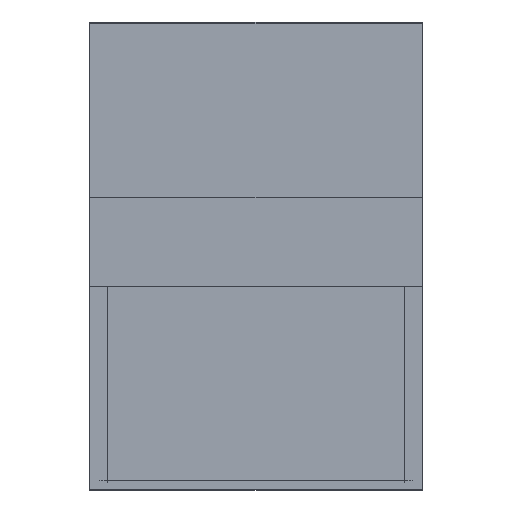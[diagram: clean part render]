
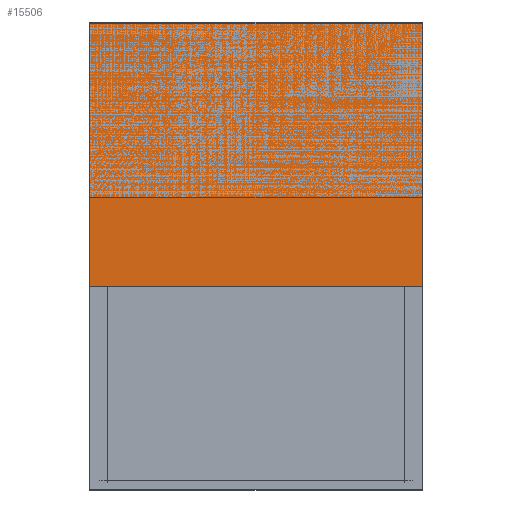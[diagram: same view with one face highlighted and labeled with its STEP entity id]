
A CAD part, top view. The second image highlights one B-rep face of the part: STEP entity #15506.
In plain terms, the highlighted planar face has unit normal (0, 0, 1).
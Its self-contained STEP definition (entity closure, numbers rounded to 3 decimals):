
#1054=FACE_OUTER_BOUND('',#1930,.T.);
#1930=EDGE_LOOP('',(#10406,#10407,#10408,#10409));
#2882=LINE('',#22133,#4786);
#2883=LINE('',#22135,#4787);
#2884=LINE('',#22137,#4788);
#2885=LINE('',#22138,#4789);
#4786=VECTOR('',#17727,10.);
#4787=VECTOR('',#17728,10.);
#4788=VECTOR('',#17729,10.);
#4789=VECTOR('',#17730,10.);
#6672=VERTEX_POINT('',#22131);
#6673=VERTEX_POINT('',#22132);
#6674=VERTEX_POINT('',#22134);
#6675=VERTEX_POINT('',#22136);
#8111=EDGE_CURVE('',#6672,#6673,#2882,.T.);
#8112=EDGE_CURVE('',#6672,#6674,#2883,.T.);
#8113=EDGE_CURVE('',#6675,#6674,#2884,.T.);
#8114=EDGE_CURVE('',#6673,#6675,#2885,.T.);
#10406=ORIENTED_EDGE('',*,*,#8111,.F.);
#10407=ORIENTED_EDGE('',*,*,#8112,.T.);
#10408=ORIENTED_EDGE('',*,*,#8113,.F.);
#10409=ORIENTED_EDGE('',*,*,#8114,.F.);
#14801=PLANE('',#16404);
#15506=ADVANCED_FACE('',(#1054),#14801,.T.);
#16404=AXIS2_PLACEMENT_3D('',#22130,#17725,#17726);
#17725=DIRECTION('center_axis',(0.,0.,1.));
#17726=DIRECTION('ref_axis',(1.,0.,0.));
#17727=DIRECTION('',(-1.,0.,0.));
#17728=DIRECTION('',(0.,1.,0.));
#17729=DIRECTION('',(1.,0.,0.));
#17730=DIRECTION('',(0.,1.,0.));
#22130=CARTESIAN_POINT('Origin',(-9.5,6.65,9.5));
#22131=CARTESIAN_POINT('',(9.5,6.65,9.5));
#22132=CARTESIAN_POINT('',(-9.5,6.65,9.5));
#22133=CARTESIAN_POINT('',(-4.75,6.65,9.5));
#22134=CARTESIAN_POINT('',(9.5,21.65,9.5));
#22135=CARTESIAN_POINT('',(9.5,6.65,9.5));
#22136=CARTESIAN_POINT('',(-9.5,21.65,9.5));
#22137=CARTESIAN_POINT('',(-4.75,21.65,9.5));
#22138=CARTESIAN_POINT('',(-9.5,6.65,9.5));
